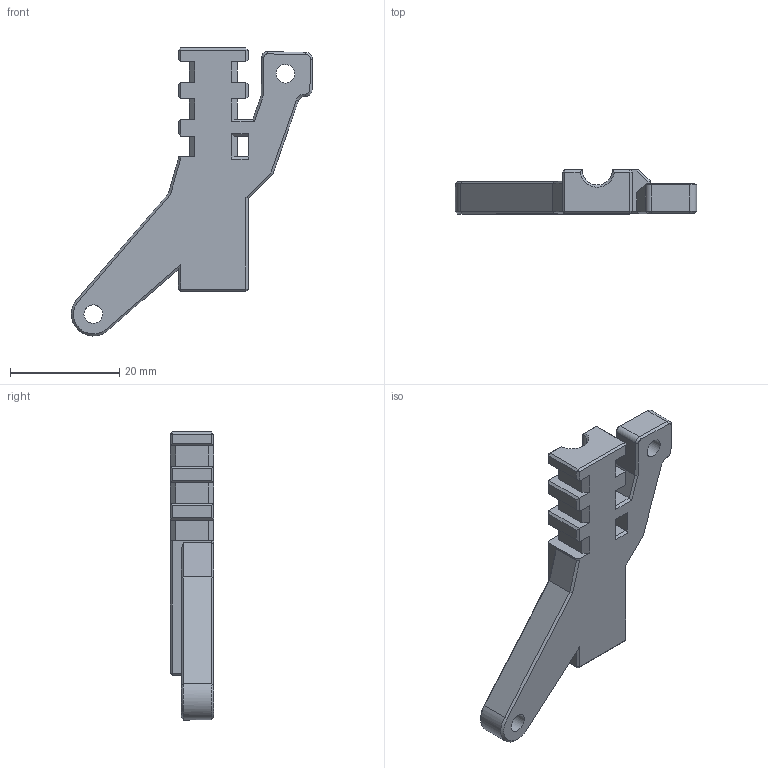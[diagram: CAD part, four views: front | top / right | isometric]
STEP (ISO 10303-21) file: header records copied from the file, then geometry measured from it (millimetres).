
FILE_DESCRIPTION(('FreeCAD Model'),'2;1');
FILE_NAME('Open CASCADE Shape Model','2024-11-28T17:00:30',(''),(''), 'Open CASCADE STEP processor 7.8','FreeCAD','Unknown');
FILE_SCHEMA(('AUTOMOTIVE_DESIGN { 1 0 10303 214 1 1 1 1 }'));
Length unit declared in the file: millimetre
Products named in the file (2): Umbilical_Mount_mod; Body
Assembly tree (1 placements, depth 2):
  Umbilical_Mount_mod
    Body
Bounding box: 44.11 x 8 x 52.66 mm (x, y, z)
Volume: 5631 mm3; surface area: 3630.9 mm2
Topology: 1 solids, 1 shells, 158 faces, 411 edges, 255 vertices
Faces by surface type: plane 132, cone 14, cylinder 9, bspline 3
Full cylindrical faces by diameter (mm): 3.4 x2, 6 x1
Entity records: 11673 total; most frequent: CARTESIAN_POINT 3348, DIRECTION 1540, LINE 1111, VECTOR 1111, ORIENTED_EDGE 822, PCURVE 822, DEFINITIONAL_REPRESENTATION 822, EDGE_CURVE 411
